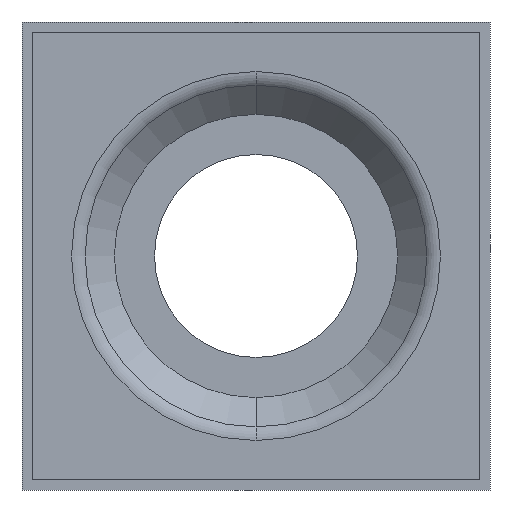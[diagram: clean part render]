
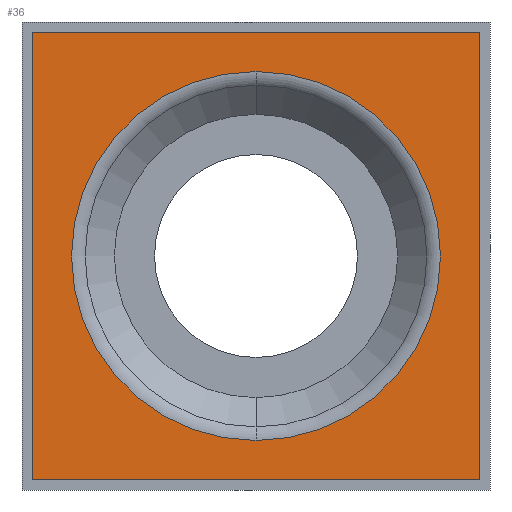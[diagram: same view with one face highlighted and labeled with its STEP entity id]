
A CAD part, front view. The second image highlights one B-rep face of the part: STEP entity #36.
In plain terms, the highlighted planar face has unit normal (0, -1, 0).
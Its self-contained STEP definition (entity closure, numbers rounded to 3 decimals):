
#11 = CARTESIAN_POINT ( 'NONE',  ( 25.65, 7.8, 25.65 ) ) ;
#14 = CARTESIAN_POINT ( 'NONE',  ( 0., 7.8, 0. ) ) ;
#23 = CARTESIAN_POINT ( 'NONE',  ( 25.65, 7.8, -25.65 ) ) ;
#24 = ORIENTED_EDGE ( 'NONE', *, *, #241, .F. ) ;
#36 = ADVANCED_FACE ( 'NONE', ( #204, #649 ), #302, .T. ) ;
#65 = CIRCLE ( 'NONE', #792, 21.164 ) ;
#89 = CARTESIAN_POINT ( 'NONE',  ( 0., 7.8, -21.164 ) ) ;
#94 = CARTESIAN_POINT ( 'NONE',  ( 25.65, 7.8, 26.85 ) ) ;
#121 = VERTEX_POINT ( 'NONE', #568 ) ;
#132 = ORIENTED_EDGE ( 'NONE', *, *, #655, .T. ) ;
#156 = CARTESIAN_POINT ( 'NONE',  ( -26.85, 7.8, 25.65 ) ) ;
#158 = ORIENTED_EDGE ( 'NONE', *, *, #779, .T. ) ;
#161 = EDGE_LOOP ( 'NONE', ( #132, #158, #24, #486 ) ) ;
#164 = CARTESIAN_POINT ( 'NONE',  ( 0., 7.8, 21.164 ) ) ;
#198 = LINE ( 'NONE', #94, #758 ) ;
#204 = FACE_BOUND ( 'NONE', #363, .T. ) ;
#210 = DIRECTION ( 'NONE',  ( 1., 0., 0. ) ) ;
#224 = EDGE_CURVE ( 'NONE', #704, #472, #65, .T. ) ;
#241 = EDGE_CURVE ( 'NONE', #121, #626, #480, .T. ) ;
#270 = EDGE_CURVE ( 'NONE', #472, #704, #504, .T. ) ;
#293 = AXIS2_PLACEMENT_3D ( 'NONE', #635, #765, #378 ) ;
#302 = PLANE ( 'NONE',  #795 ) ;
#336 = DIRECTION ( 'NONE',  ( -1., 0., 0. ) ) ;
#363 = EDGE_LOOP ( 'NONE', ( #668, #587 ) ) ;
#378 = DIRECTION ( 'NONE',  ( 0., 0., -1. ) ) ;
#387 = CARTESIAN_POINT ( 'NONE',  ( -26.85, 7.8, -25.65 ) ) ;
#393 = LINE ( 'NONE', #156, #733 ) ;
#399 = EDGE_CURVE ( 'NONE', #121, #726, #474, .T. ) ;
#425 = DIRECTION ( 'NONE',  ( 0., -1., 0. ) ) ;
#472 = VERTEX_POINT ( 'NONE', #164 ) ;
#473 = DIRECTION ( 'NONE',  ( 0., 0., 1. ) ) ;
#474 = LINE ( 'NONE', #387, #722 ) ;
#480 = LINE ( 'NONE', #628, #633 ) ;
#486 = ORIENTED_EDGE ( 'NONE', *, *, #399, .T. ) ;
#504 = CIRCLE ( 'NONE', #293, 21.164 ) ;
#543 = CARTESIAN_POINT ( 'NONE',  ( -25.65, 7.8, 25.65 ) ) ;
#557 = DIRECTION ( 'NONE',  ( 0., -1., 0. ) ) ;
#568 = CARTESIAN_POINT ( 'NONE',  ( -25.65, 7.8, -25.65 ) ) ;
#574 = DIRECTION ( 'NONE',  ( 0., 0., -1. ) ) ;
#587 = ORIENTED_EDGE ( 'NONE', *, *, #270, .F. ) ;
#626 = VERTEX_POINT ( 'NONE', #543 ) ;
#628 = CARTESIAN_POINT ( 'NONE',  ( -25.65, 7.8, 0. ) ) ;
#633 = VECTOR ( 'NONE', #706, 1000. ) ;
#635 = CARTESIAN_POINT ( 'NONE',  ( 0., 7.8, 0. ) ) ;
#649 = FACE_OUTER_BOUND ( 'NONE', #161, .T. ) ;
#655 = EDGE_CURVE ( 'NONE', #726, #790, #198, .T. ) ;
#668 = ORIENTED_EDGE ( 'NONE', *, *, #224, .F. ) ;
#679 = CARTESIAN_POINT ( 'NONE',  ( 0., 7.8, 0. ) ) ;
#704 = VERTEX_POINT ( 'NONE', #89 ) ;
#706 = DIRECTION ( 'NONE',  ( 0., 0., 1. ) ) ;
#722 = VECTOR ( 'NONE', #210, 1000. ) ;
#726 = VERTEX_POINT ( 'NONE', #23 ) ;
#733 = VECTOR ( 'NONE', #336, 1000. ) ;
#744 = DIRECTION ( 'NONE',  ( 0., 0., -1. ) ) ;
#758 = VECTOR ( 'NONE', #473, 1000. ) ;
#765 = DIRECTION ( 'NONE',  ( 0., -1., 0. ) ) ;
#779 = EDGE_CURVE ( 'NONE', #790, #626, #393, .T. ) ;
#790 = VERTEX_POINT ( 'NONE', #11 ) ;
#792 = AXIS2_PLACEMENT_3D ( 'NONE', #14, #557, #574 ) ;
#795 = AXIS2_PLACEMENT_3D ( 'NONE', #679, #425, #744 ) ;
